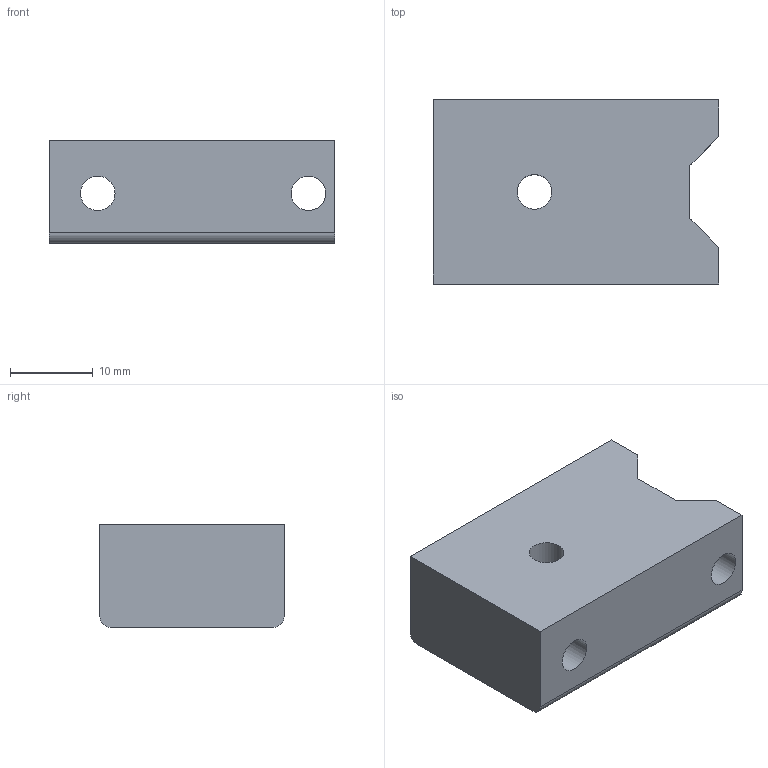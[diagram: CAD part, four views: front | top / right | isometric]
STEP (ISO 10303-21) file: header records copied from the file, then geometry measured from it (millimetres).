
FILE_DESCRIPTION(/* description */ (''),/* implementation_level */ '2;1');
FILE_NAME(/* name */ 'Side Skirt Holder Front.step',/* time_stamp */ '2024-06-28T04:20:20-05:00',/* author */ (''),/* organization */ (''),/* preprocessor_version */ 'ST-DEVELOPER v20',/* originating_system */ 'Autodesk Translation Framework v13.14.0.145',/* authorisation */ '');
FILE_SCHEMA (('AUTOMOTIVE_DESIGN { 1 0 10303 214 3 1 1 }'));
Length unit declared in the file: inch
Products named in the file (1): Side Skirt Holder Front
Bounding box: 34.39 x 22.2 x 12.37 mm (x, y, z)
Volume: 8292.3 mm3; surface area: 3399.5 mm2
Topology: 1 solids, 1 shells, 16 faces, 45 edges, 30 vertices
Faces by surface type: plane 11, cylinder 5
Full cylindrical faces by diameter (mm): 4.166 x3
Entity records: 572 total; most frequent: CARTESIAN_POINT 92, DIRECTION 91, ORIENTED_EDGE 90, EDGE_CURVE 45, LINE 33, VECTOR 33, VERTEX_POINT 30, AXIS2_PLACEMENT_3D 29
